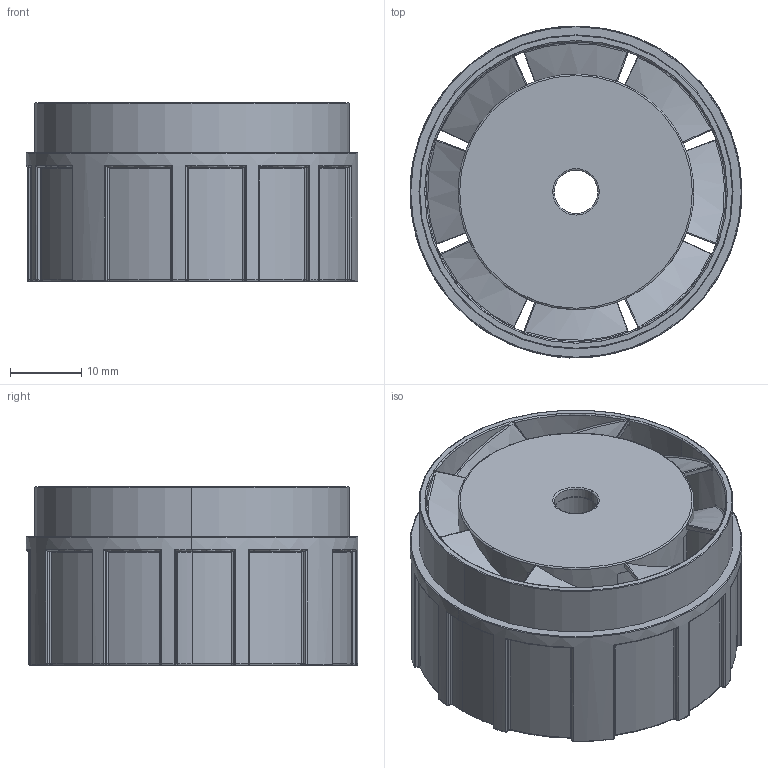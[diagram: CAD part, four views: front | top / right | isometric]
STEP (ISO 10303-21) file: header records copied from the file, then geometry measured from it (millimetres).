
FILE_DESCRIPTION (( 'STEP AP203' ), '1' );
FILE_NAME ('前端盖A-晨光-设计-2021.4.16+圆周筋条-方案3.STEP', '2021-05-07T01:23:38', ( '' ), ( '' ), 'SwSTEP 2.0', 'SolidWorks 2021', '' );
FILE_SCHEMA (( 'CONFIG_CONTROL_DESIGN' ));
Length unit declared in the file: millimetre
Products named in the file (1): 前端盖A-晨光-设计-2021.4.16+圆周筋条-方案3
Bounding box: 46.5 x 46.5 x 25 mm (x, y, z)
Volume: 8895.7 mm3; surface area: 12707.1 mm2
Topology: 1 solids, 1 shells, 1031 faces, 2636 edges, 1528 vertices
Faces by surface type: cylinder 325, bspline 241, torus 215, plane 157, sphere 73, cone 20
Entity records: 37147 total; most frequent: CARTESIAN_POINT 14488, ORIENTED_EDGE 5112, DIRECTION 4491, EDGE_CURVE 2556, AXIS2_PLACEMENT_3D 1953, VERTEX_POINT 1518, CIRCLE 1162, EDGE_LOOP 1040
